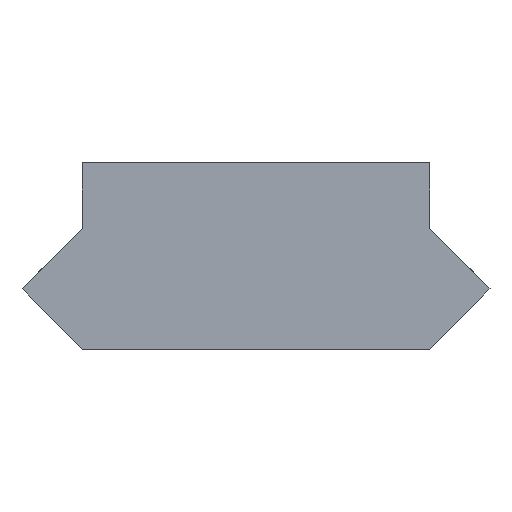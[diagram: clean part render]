
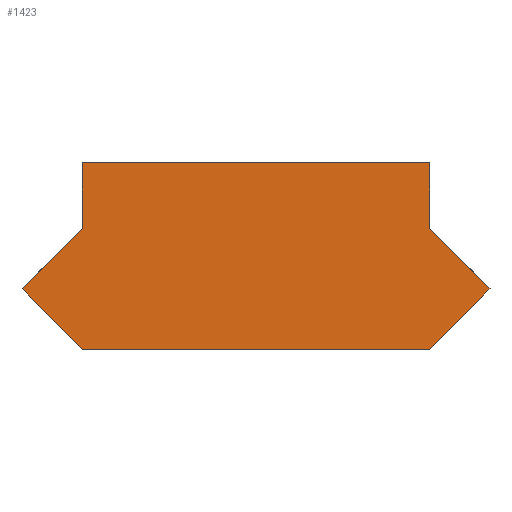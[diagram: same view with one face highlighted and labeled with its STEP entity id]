
A CAD part, front view. The second image highlights one B-rep face of the part: STEP entity #1423.
In plain terms, the highlighted planar face has unit normal (0, -1, 0).
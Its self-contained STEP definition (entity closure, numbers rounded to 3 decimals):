
#47=FACE_OUTER_BOUND('',#120,.T.);
#120=EDGE_LOOP('',(#1029,#1030,#1031,#1032,#1033,#1034,#1035,#1036));
#219=LINE('',#2014,#418);
#250=LINE('',#2074,#449);
#252=LINE('',#2078,#451);
#254=LINE('',#2082,#453);
#257=LINE('',#2090,#456);
#258=LINE('',#2091,#457);
#259=LINE('',#2093,#458);
#260=LINE('',#2094,#459);
#418=VECTOR('',#1635,10.);
#449=VECTOR('',#1668,10.);
#451=VECTOR('',#1672,10.);
#453=VECTOR('',#1676,10.);
#456=VECTOR('',#1683,10.);
#457=VECTOR('',#1684,10.);
#458=VECTOR('',#1685,10.);
#459=VECTOR('',#1686,10.);
#609=VERTEX_POINT('',#2011);
#610=VERTEX_POINT('',#2013);
#638=VERTEX_POINT('',#2072);
#639=VERTEX_POINT('',#2076);
#640=VERTEX_POINT('',#2080);
#642=VERTEX_POINT('',#2088);
#643=VERTEX_POINT('',#2089);
#644=VERTEX_POINT('',#2092);
#757=EDGE_CURVE('',#610,#609,#219,.T.);
#788=EDGE_CURVE('',#609,#638,#250,.T.);
#790=EDGE_CURVE('',#638,#639,#252,.T.);
#792=EDGE_CURVE('',#639,#640,#254,.T.);
#795=EDGE_CURVE('',#642,#643,#257,.T.);
#796=EDGE_CURVE('',#643,#610,#258,.T.);
#797=EDGE_CURVE('',#640,#644,#259,.T.);
#798=EDGE_CURVE('',#644,#642,#260,.T.);
#1029=ORIENTED_EDGE('',*,*,#795,.T.);
#1030=ORIENTED_EDGE('',*,*,#796,.T.);
#1031=ORIENTED_EDGE('',*,*,#757,.T.);
#1032=ORIENTED_EDGE('',*,*,#788,.T.);
#1033=ORIENTED_EDGE('',*,*,#790,.T.);
#1034=ORIENTED_EDGE('',*,*,#792,.T.);
#1035=ORIENTED_EDGE('',*,*,#797,.T.);
#1036=ORIENTED_EDGE('',*,*,#798,.T.);
#1355=PLANE('',#1510);
#1423=ADVANCED_FACE('',(#47),#1355,.T.);
#1510=AXIS2_PLACEMENT_3D('',#2087,#1681,#1682);
#1635=DIRECTION('',(-0.707,0.,-0.707));
#1668=DIRECTION('',(0.707,0.,-0.707));
#1672=DIRECTION('',(1.,0.,0.));
#1676=DIRECTION('',(0.707,0.,0.707));
#1681=DIRECTION('center_axis',(0.,-1.,0.));
#1682=DIRECTION('ref_axis',(0.,0.,-1.));
#1683=DIRECTION('',(-1.,0.,0.));
#1684=DIRECTION('',(0.,0.,-1.));
#1685=DIRECTION('',(-0.707,0.,0.707));
#1686=DIRECTION('',(0.,0.,1.));
#2011=CARTESIAN_POINT('',(-10.65,-194.852,3.62));
#2013=CARTESIAN_POINT('',(-7.9,-194.852,6.37));
#2014=CARTESIAN_POINT('',(-0.152,-194.852,14.119));
#2072=CARTESIAN_POINT('',(-7.9,-194.852,0.871));
#2074=CARTESIAN_POINT('',(-8.397,-194.852,1.367));
#2076=CARTESIAN_POINT('',(7.9,-194.852,0.871));
#2078=CARTESIAN_POINT('',(6.051,-194.852,0.871));
#2080=CARTESIAN_POINT('',(10.65,-194.852,3.62));
#2082=CARTESIAN_POINT('',(14.448,-194.852,7.419));
#2087=CARTESIAN_POINT('Origin',(12.103,-194.852,17.361));
#2088=CARTESIAN_POINT('',(7.9,-194.852,9.37));
#2089=CARTESIAN_POINT('',(-7.9,-194.852,9.37));
#2090=CARTESIAN_POINT('',(6.051,-194.852,9.37));
#2091=CARTESIAN_POINT('',(-7.9,-194.852,16.049));
#2092=CARTESIAN_POINT('',(7.9,-194.852,6.37));
#2093=CARTESIAN_POINT('',(6.203,-194.852,8.067));
#2094=CARTESIAN_POINT('',(7.9,-194.852,16.049));
